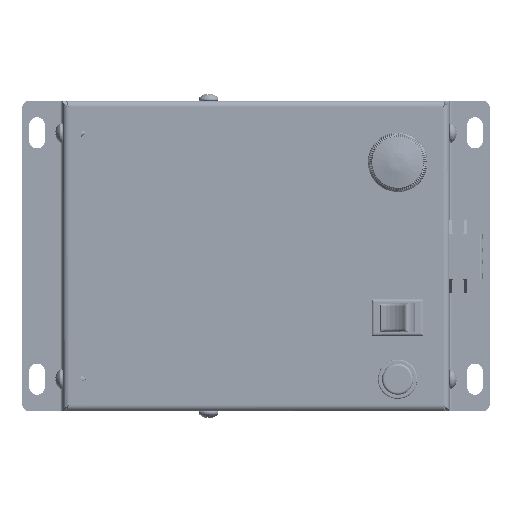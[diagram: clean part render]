
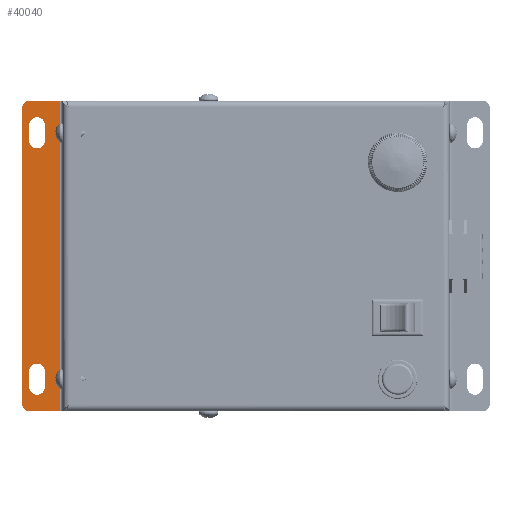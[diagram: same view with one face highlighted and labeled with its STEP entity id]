
A CAD part, left-side view. The second image highlights one B-rep face of the part: STEP entity #40040.
In plain terms, the highlighted face is planar.
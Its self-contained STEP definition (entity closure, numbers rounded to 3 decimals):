
#1=DIRECTION('',(1.,0.,0.));
#2=VECTOR('',#1,120.);
#3=CARTESIAN_POINT('',(-60.,95.,1.5));
#4=LINE('',#3,#2);
#5=CARTESIAN_POINT('',(60.,92.,1.5));
#6=DIRECTION('',(0.,0.,-1.));
#7=DIRECTION('',(0.,1.,0.));
#8=AXIS2_PLACEMENT_3D('',#5,#6,#7);
#10=DIRECTION('',(0.,-1.,0.));
#11=VECTOR('',#10,12.5);
#12=CARTESIAN_POINT('',(63.,92.,1.5));
#13=LINE('',#12,#11);
#14=CARTESIAN_POINT('',(-60.,92.,1.5));
#15=DIRECTION('',(0.,0.,-1.));
#16=DIRECTION('',(-1.,0.,0.));
#17=AXIS2_PLACEMENT_3D('',#14,#15,#16);
#19=DIRECTION('',(-1.,0.,0.));
#20=VECTOR('',#19,6.35);
#21=CARTESIAN_POINT('',(-46.825,92.075,1.5));
#22=LINE('',#21,#20);
#23=CARTESIAN_POINT('',(-53.175,88.9,1.5));
#24=DIRECTION('',(0.,0.,1.));
#25=DIRECTION('',(0.,1.,0.));
#26=AXIS2_PLACEMENT_3D('',#23,#24,#25);
#28=DIRECTION('',(1.,0.,0.));
#29=VECTOR('',#28,6.35);
#30=CARTESIAN_POINT('',(-53.175,85.725,1.5));
#31=LINE('',#30,#29);
#32=CARTESIAN_POINT('',(-46.825,88.9,1.5));
#33=DIRECTION('',(0.,0.,1.));
#34=DIRECTION('',(0.,-1.,0.));
#35=AXIS2_PLACEMENT_3D('',#32,#33,#34);
#37=DIRECTION('',(-1.,0.,0.));
#38=VECTOR('',#37,6.35);
#39=CARTESIAN_POINT('',(53.175,92.075,1.5));
#40=LINE('',#39,#38);
#41=CARTESIAN_POINT('',(46.825,88.9,1.5));
#42=DIRECTION('',(0.,0.,1.));
#43=DIRECTION('',(0.,1.,0.));
#44=AXIS2_PLACEMENT_3D('',#41,#42,#43);
#46=DIRECTION('',(1.,0.,0.));
#47=VECTOR('',#46,6.35);
#48=CARTESIAN_POINT('',(46.825,85.725,1.5));
#49=LINE('',#48,#47);
#50=CARTESIAN_POINT('',(53.175,88.9,1.5));
#51=DIRECTION('',(0.,0.,1.));
#52=DIRECTION('',(0.,-1.,0.));
#53=AXIS2_PLACEMENT_3D('',#50,#51,#52);
#13753=DIRECTION('',(1.,0.,0.));
#13754=VECTOR('',#13753,126.);
#13755=CARTESIAN_POINT('',(-63.,79.5,1.5));
#13756=LINE('',#13755,#13754);
#19715=DIRECTION('',(0.,-1.,0.));
#19716=VECTOR('',#19715,12.5);
#19717=CARTESIAN_POINT('',(-63.,92.,1.5));
#19718=LINE('',#19717,#19716);
#31109=CARTESIAN_POINT('',(-60.,95.,1.5));
#31110=CARTESIAN_POINT('',(60.,95.,1.5));
#31111=VERTEX_POINT('',#31109);
#31112=VERTEX_POINT('',#31110);
#31113=CARTESIAN_POINT('',(63.,92.,1.5));
#31114=VERTEX_POINT('',#31113);
#31115=CARTESIAN_POINT('',(63.,79.5,1.5));
#31116=VERTEX_POINT('',#31115);
#31117=CARTESIAN_POINT('',(-63.,79.5,1.5));
#31118=VERTEX_POINT('',#31117);
#31119=CARTESIAN_POINT('',(-63.,92.,1.5));
#31120=VERTEX_POINT('',#31119);
#31121=CARTESIAN_POINT('',(-46.825,92.075,1.5));
#31122=CARTESIAN_POINT('',(-53.175,92.075,1.5));
#31123=VERTEX_POINT('',#31121);
#31124=VERTEX_POINT('',#31122);
#31125=CARTESIAN_POINT('',(-53.175,85.725,1.5));
#31126=VERTEX_POINT('',#31125);
#31127=CARTESIAN_POINT('',(-46.825,85.725,1.5));
#31128=VERTEX_POINT('',#31127);
#31129=CARTESIAN_POINT('',(53.175,92.075,1.5));
#31130=CARTESIAN_POINT('',(46.825,92.075,1.5));
#31131=VERTEX_POINT('',#31129);
#31132=VERTEX_POINT('',#31130);
#31133=CARTESIAN_POINT('',(46.825,85.725,1.5));
#31134=VERTEX_POINT('',#31133);
#31135=CARTESIAN_POINT('',(53.175,85.725,1.5));
#31136=VERTEX_POINT('',#31135);
#40001=CARTESIAN_POINT('',(0.,78.5,1.5));
#40002=DIRECTION('',(0.,0.,1.));
#40003=DIRECTION('',(0.,1.,0.));
#40004=AXIS2_PLACEMENT_3D('',#40001,#40002,#40003);
#40005=PLANE('',#40004);
#40007=ORIENTED_EDGE('',*,*,#40006,.T.);
#40009=ORIENTED_EDGE('',*,*,#40008,.T.);
#40011=ORIENTED_EDGE('',*,*,#40010,.T.);
#40013=ORIENTED_EDGE('',*,*,#40012,.F.);
#40015=ORIENTED_EDGE('',*,*,#40014,.F.);
#40017=ORIENTED_EDGE('',*,*,#40016,.T.);
#40018=EDGE_LOOP('',(#40007,#40009,#40011,#40013,#40015,#40017));
#40019=FACE_OUTER_BOUND('',#40018,.F.);
#40021=ORIENTED_EDGE('',*,*,#40020,.T.);
#40023=ORIENTED_EDGE('',*,*,#40022,.T.);
#40025=ORIENTED_EDGE('',*,*,#40024,.T.);
#40027=ORIENTED_EDGE('',*,*,#40026,.T.);
#40028=EDGE_LOOP('',(#40021,#40023,#40025,#40027));
#40029=FACE_BOUND('',#40028,.F.);
#40031=ORIENTED_EDGE('',*,*,#40030,.T.);
#40033=ORIENTED_EDGE('',*,*,#40032,.T.);
#40035=ORIENTED_EDGE('',*,*,#40034,.T.);
#40037=ORIENTED_EDGE('',*,*,#40036,.T.);
#40038=EDGE_LOOP('',(#40031,#40033,#40035,#40037));
#40039=FACE_BOUND('',#40038,.F.);
#40040=ADVANCED_FACE('',(#40019,#40029,#40039),#40005,.T.);
#9=CIRCLE('',#8,3.);
#18=CIRCLE('',#17,3.);
#27=CIRCLE('',#26,3.175);
#36=CIRCLE('',#35,3.175);
#45=CIRCLE('',#44,3.175);
#54=CIRCLE('',#53,3.175);
#40006=EDGE_CURVE('',#31111,#31112,#4,.T.);
#40008=EDGE_CURVE('',#31112,#31114,#9,.T.);
#40010=EDGE_CURVE('',#31114,#31116,#13,.T.);
#40012=EDGE_CURVE('',#31118,#31116,#13756,.T.);
#40014=EDGE_CURVE('',#31120,#31118,#19718,.T.);
#40016=EDGE_CURVE('',#31120,#31111,#18,.T.);
#40020=EDGE_CURVE('',#31123,#31124,#22,.T.);
#40022=EDGE_CURVE('',#31124,#31126,#27,.T.);
#40024=EDGE_CURVE('',#31126,#31128,#31,.T.);
#40026=EDGE_CURVE('',#31128,#31123,#36,.T.);
#40030=EDGE_CURVE('',#31131,#31132,#40,.T.);
#40032=EDGE_CURVE('',#31132,#31134,#45,.T.);
#40034=EDGE_CURVE('',#31134,#31136,#49,.T.);
#40036=EDGE_CURVE('',#31136,#31131,#54,.T.);
